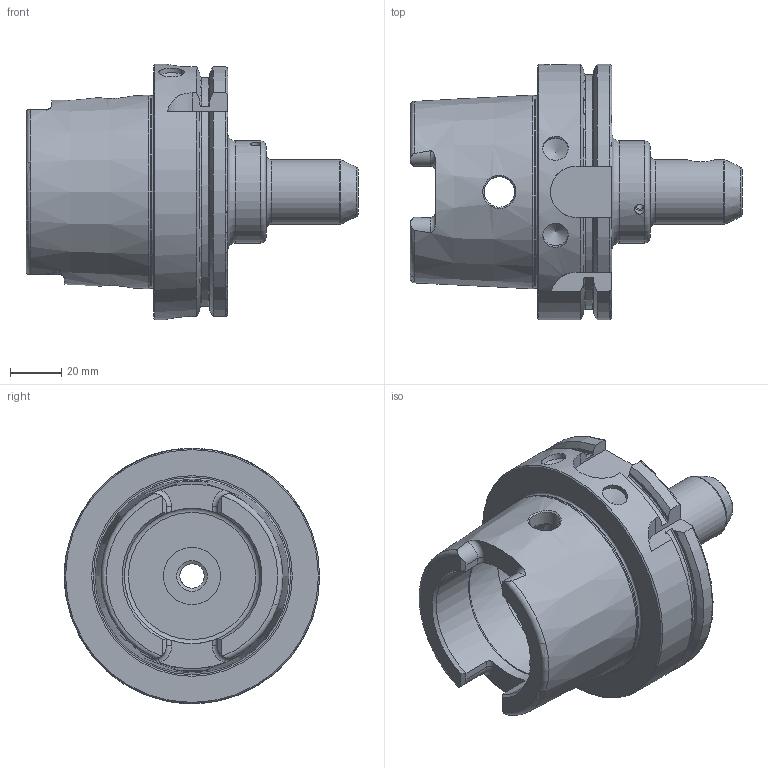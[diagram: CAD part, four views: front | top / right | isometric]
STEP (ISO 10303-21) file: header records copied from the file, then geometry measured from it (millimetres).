
FILE_DESCRIPTION(/* description */ (''),/* implementation_level */ '2;1');
FILE_NAME(/* name */ 'AR024C.stp',/* time_stamp */ '2023-08-03T13:31:58+09:00',/* author */ ('YSH'),/* organization */ (''),/* preprocessor_version */ 'ST-DEVELOPER v18.1',/* originating_system */ 'Autodesk Inventor 2022',/* authorisation */ '');
FILE_SCHEMA (('AUTOMOTIVE_DESIGN { 1 0 10303 214 3 1 1 }'));
Length unit declared in the file: millimetre
Products named in the file (1): LO-HSK100A-EMH9.525C-80
Bounding box: 130 x 100 x 100 mm (x, y, z)
Volume: 284855.6 mm3; surface area: 56361.7 mm2
Topology: 1 solids, 1 shells, 134 faces, 372 edges, 243 vertices
Faces by surface type: cylinder 42, plane 39, torus 29, cone 22, bspline 2
Full cylindrical faces by diameter (mm): 2.459 x2, 3 x2, 4 x1, 8.382 x1, 9.525 x1, 10 x3, 12 x3, 22.376 x1, 25 x1, 25.4 x1, 40 x1, 53 x2, 63 x1, 75.415 x1, 100 x1
Entity records: 5418 total; most frequent: CARTESIAN_POINT 1970, ORIENTED_EDGE 738, DIRECTION 707, EDGE_CURVE 369, AXIS2_PLACEMENT_3D 294, VERTEX_POINT 243, EDGE_LOOP 154, CIRCLE 151
